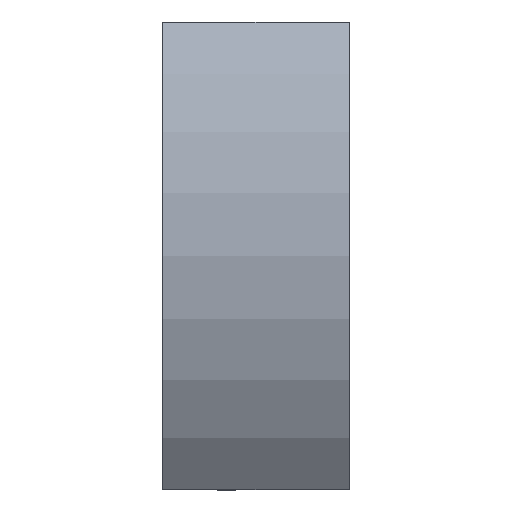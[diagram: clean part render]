
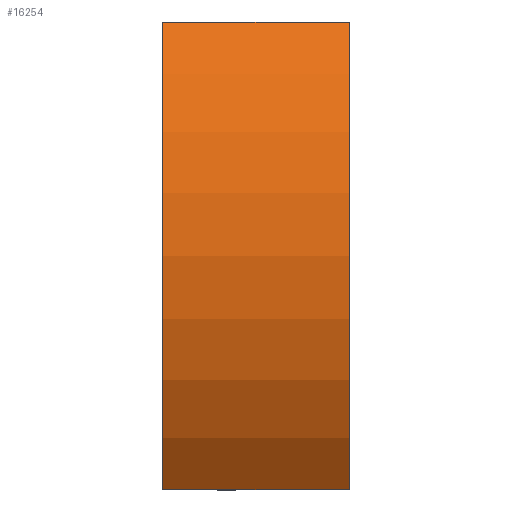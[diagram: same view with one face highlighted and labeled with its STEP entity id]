
A CAD part, left-side view. The second image highlights one B-rep face of the part: STEP entity #16254.
In plain terms, the highlighted cylindrical face has radius 70.557 mm (diameter 141.114 mm), a partial arc.
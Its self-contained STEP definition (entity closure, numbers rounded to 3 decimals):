
#223 = CARTESIAN_POINT ( 'NONE',  ( -54., -35., 44. ) ) ;
#2024 = DIRECTION ( 'NONE',  ( 0., 1., 0. ) ) ;
#2284 = DIRECTION ( 'NONE',  ( 0., 1., 0. ) ) ;
#2386 = ORIENTED_EDGE ( 'NONE', *, *, #18533, .T. ) ;
#2392 = CARTESIAN_POINT ( 'NONE',  ( 1.157, -35., 0. ) ) ;
#2780 = EDGE_LOOP ( 'NONE', ( #22286, #6399, #2386, #15121 ) ) ;
#3820 = LINE ( 'NONE', #223, #20316 ) ;
#5313 = CARTESIAN_POINT ( 'NONE',  ( -54., 0., 44. ) ) ;
#5622 = EDGE_CURVE ( 'NONE', #7613, #16402, #22946, .T. ) ;
#6373 = DIRECTION ( 'NONE',  ( 0., 1., 0. ) ) ;
#6399 = ORIENTED_EDGE ( 'NONE', *, *, #5622, .F. ) ;
#7613 = VERTEX_POINT ( 'NONE', #15966 ) ;
#8842 = CIRCLE ( 'NONE', #15783, 70.557 ) ;
#8881 = VERTEX_POINT ( 'NONE', #5313 ) ;
#10326 = DIRECTION ( 'NONE',  ( 0., 0., 1. ) ) ;
#11010 = CARTESIAN_POINT ( 'NONE',  ( -54., -35., -44. ) ) ;
#12139 = CARTESIAN_POINT ( 'NONE',  ( 1.157, -35., 0. ) ) ;
#12529 = AXIS2_PLACEMENT_3D ( 'NONE', #2392, #6373, #10326 ) ;
#12730 = EDGE_CURVE ( 'NONE', #16402, #8881, #8842, .T. ) ;
#13183 = CARTESIAN_POINT ( 'NONE',  ( 1.157, 0., 0. ) ) ;
#14165 = FACE_OUTER_BOUND ( 'NONE', #2780, .T. ) ;
#15121 = ORIENTED_EDGE ( 'NONE', *, *, #15701, .T. ) ;
#15701 = EDGE_CURVE ( 'NONE', #22858, #8881, #3820, .T. ) ;
#15768 = CIRCLE ( 'NONE', #18635, 70.557 ) ;
#15783 = AXIS2_PLACEMENT_3D ( 'NONE', #13183, #21022, #17292 ) ;
#15966 = CARTESIAN_POINT ( 'NONE',  ( -54., -35., -44. ) ) ;
#16254 = ADVANCED_FACE ( 'NONE', ( #14165 ), #18025, .T. ) ;
#16402 = VERTEX_POINT ( 'NONE', #24836 ) ;
#17292 = DIRECTION ( 'NONE',  ( 0., 0., 1. ) ) ;
#18025 = CYLINDRICAL_SURFACE ( 'NONE', #12529, 70.557 ) ;
#18533 = EDGE_CURVE ( 'NONE', #7613, #22858, #15768, .T. ) ;
#18577 = DIRECTION ( 'NONE',  ( 0., 1., 0. ) ) ;
#18635 = AXIS2_PLACEMENT_3D ( 'NONE', #12139, #2284, #23709 ) ;
#19384 = VECTOR ( 'NONE', #18577, 1000. ) ;
#20316 = VECTOR ( 'NONE', #2024, 1000. ) ;
#21022 = DIRECTION ( 'NONE',  ( 0., 1., 0. ) ) ;
#22286 = ORIENTED_EDGE ( 'NONE', *, *, #12730, .F. ) ;
#22858 = VERTEX_POINT ( 'NONE', #23276 ) ;
#22946 = LINE ( 'NONE', #11010, #19384 ) ;
#23276 = CARTESIAN_POINT ( 'NONE',  ( -54., -35., 44. ) ) ;
#23709 = DIRECTION ( 'NONE',  ( 0., 0., 1. ) ) ;
#24836 = CARTESIAN_POINT ( 'NONE',  ( -54., 0., -44. ) ) ;
